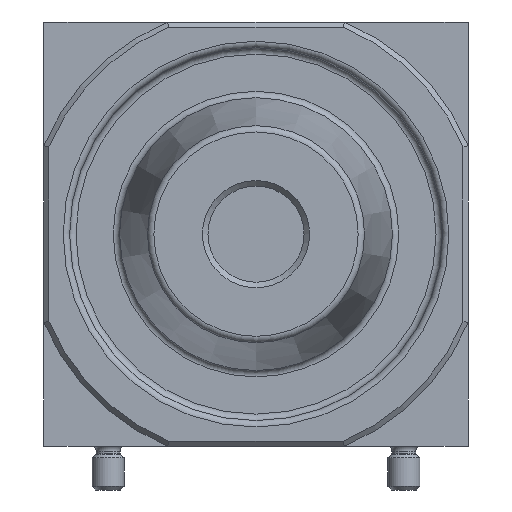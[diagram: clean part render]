
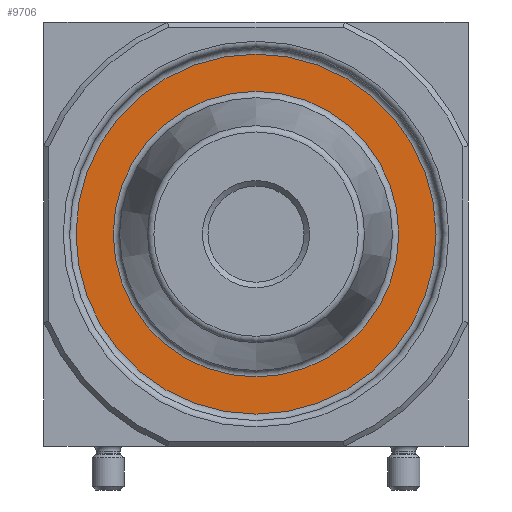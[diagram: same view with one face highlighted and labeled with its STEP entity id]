
A CAD part, front view. The second image highlights one B-rep face of the part: STEP entity #9706.
In plain terms, the highlighted planar face has unit normal (0, -1, 0).
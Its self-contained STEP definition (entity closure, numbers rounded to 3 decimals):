
#1244=PLANE('',#10347);
#1987=ORIENTED_EDGE('',*,*,#3789,.T.);
#1988=ORIENTED_EDGE('',*,*,#3790,.F.);
#3789=EDGE_CURVE('',#4666,#4666,#5196,.T.);
#3790=EDGE_CURVE('',#4667,#4667,#5197,.T.);
#4666=VERTEX_POINT('',#13906);
#4667=VERTEX_POINT('',#13908);
#5196=CIRCLE('',#10348,28.);
#5197=CIRCLE('',#10349,22.21);
#5477=EDGE_LOOP('',(#1987));
#5478=EDGE_LOOP('',(#1988));
#6041=FACE_BOUND('',#5477,.T.);
#6042=FACE_BOUND('',#5478,.T.);
#9706=ADVANCED_FACE('',(#6041,#6042),#1244,.T.);
#10347=AXIS2_PLACEMENT_3D('',#13904,#11567,#11568);
#10348=AXIS2_PLACEMENT_3D('',#13905,#11569,#11570);
#10349=AXIS2_PLACEMENT_3D('',#13907,#11571,#11572);
#11567=DIRECTION('',(0.,-1.,0.));
#11568=DIRECTION('',(0.,0.,-1.));
#11569=DIRECTION('',(0.,-1.,0.));
#11570=DIRECTION('',(0.,0.,-1.));
#11571=DIRECTION('',(0.,-1.,0.));
#11572=DIRECTION('',(1.,0.,0.));
#13904=CARTESIAN_POINT('',(0.,-19.,0.));
#13905=CARTESIAN_POINT('',(0.,-19.,0.));
#13906=CARTESIAN_POINT('',(0.,-19.,-28.));
#13907=CARTESIAN_POINT('',(0.,-19.,0.));
#13908=CARTESIAN_POINT('',(22.21,-19.,0.));
